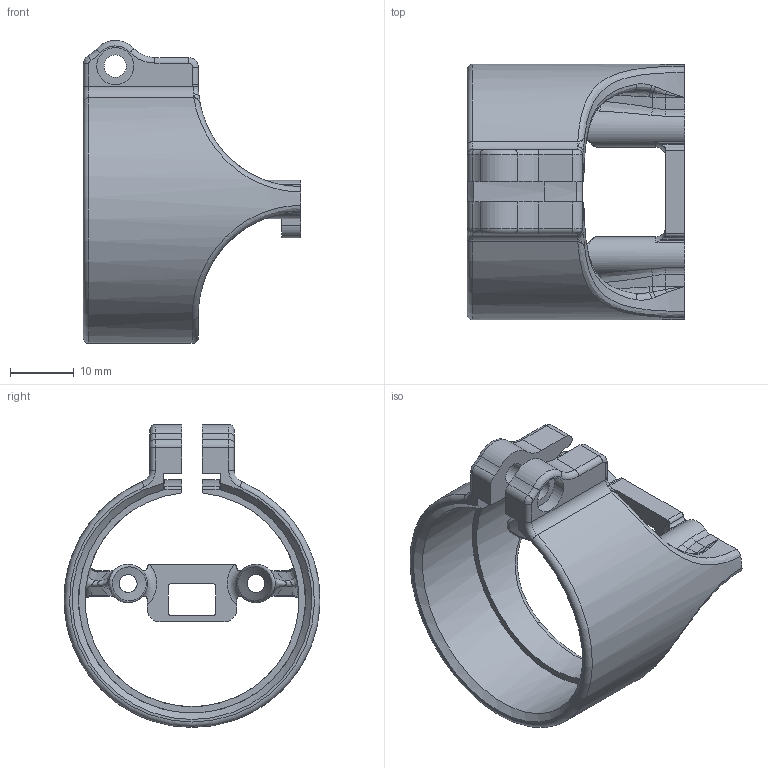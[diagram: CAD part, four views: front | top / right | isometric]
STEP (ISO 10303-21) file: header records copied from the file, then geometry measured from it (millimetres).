
FILE_DESCRIPTION(/* description */ (''),/* implementation_level */ '2;1');
FILE_NAME(/* name */ 'Sensor_holder_R4_2.step',/* time_stamp */ '2024-06-13T11:45:35+02:00',/* author */ (''),/* organization */ (''),/* preprocessor_version */ 'ST-DEVELOPER v20',/* originating_system */ 'Autodesk Translation Framework v13.14.0.145',/* authorisation */ '');
FILE_SCHEMA (('AUTOMOTIVE_DESIGN { 1 0 10303 214 3 1 1 }'));
Length unit declared in the file: millimetre
Products named in the file (1): Sensor holder body
Bounding box: 34 x 40 x 47.38 mm (x, y, z)
Volume: 8311.7 mm3; surface area: 7649.9 mm2
Topology: 1 solids, 1 shells, 210 faces, 547 edges, 332 vertices
Faces by surface type: cylinder 76, bspline 60, plane 48, torus 21, cone 3, sphere 2
Full cylindrical faces by diameter (mm): 2.8 x2, 3.5 x2, 5.8 x1, 6 x2
Entity records: 8479 total; most frequent: CARTESIAN_POINT 3563, ORIENTED_EDGE 1082, DIRECTION 957, EDGE_CURVE 541, AXIS2_PLACEMENT_3D 387, VERTEX_POINT 332, EDGE_LOOP 221, CIRCLE 218
